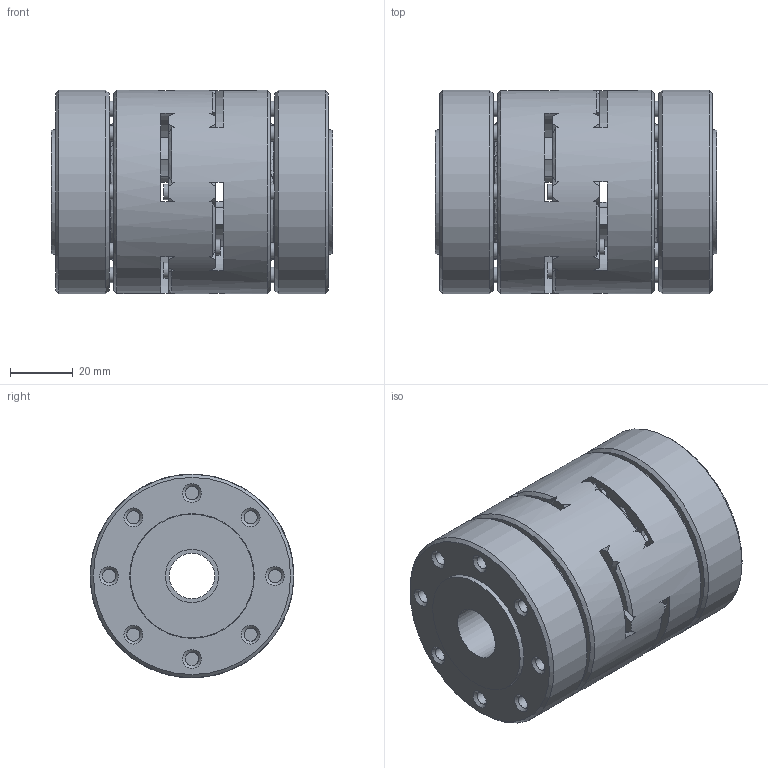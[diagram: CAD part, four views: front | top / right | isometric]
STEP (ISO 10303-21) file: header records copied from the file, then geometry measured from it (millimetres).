
FILE_DESCRIPTION( ( 'Unknown' ), '1' );
FILE_NAME( 'ESM-A 150.stp', 'Unknown', ( 'Unknown' ), ( 'Unknown' ), 'PSStep 10.1', 'Unknown', ' ' );
FILE_SCHEMA( ( 'AUTOMOTIVE_DESIGN { 1 0 10303 214 1 1 1 1 }' ) );
Length unit declared in the file: millimetre
Products named in the file (1): kt101926-oa16
Bounding box: 90 x 65 x 65 mm (x, y, z)
Volume: 228876.6 mm3; surface area: 65154 mm2
Topology: 1 solids, 1 shells, 594 faces, 1478 edges, 947 vertices
Faces by surface type: plane 288, cylinder 156, cone 130, torus 20
Full cylindrical faces by diameter (mm): 4.2 x24, 5 x24, 5.4 x16, 8.5 x16, 9 x16, 14.5 x1, 17 x2, 30 x2, 40 x2, 43.1 x2, 65 x3
Entity records: 20812 total; most frequent: CARTESIAN_POINT 2995, DIRECTION 2806, ORIENTED_EDGE 2336, AXIS2_PLACEMENT_3D 1171, EDGE_CURVE 1168, EDGE_LOOP 932, VERTEX_POINT 848, FACE_OUTER_BOUND 722
